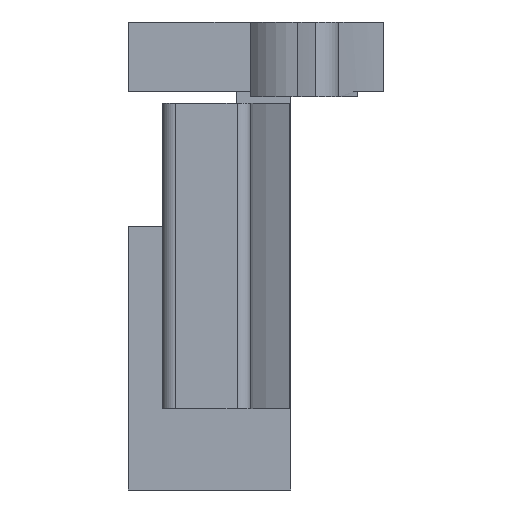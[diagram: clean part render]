
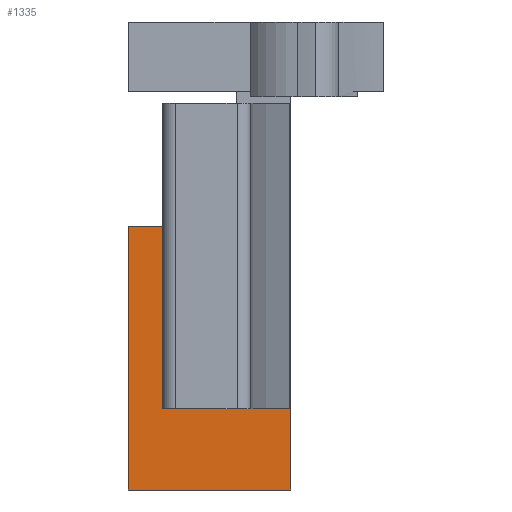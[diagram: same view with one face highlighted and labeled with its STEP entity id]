
A CAD part, left-side view. The second image highlights one B-rep face of the part: STEP entity #1335.
In plain terms, the highlighted planar face has unit normal (-1, 0, 0).
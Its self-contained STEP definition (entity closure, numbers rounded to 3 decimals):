
#19 = CARTESIAN_POINT ( 'NONE',  ( -22.5, 9.5, 6. ) ) ;
#58 = LINE ( 'NONE', #19, #1455 ) ;
#75 = LINE ( 'NONE', #2977, #441 ) ;
#152 = ORIENTED_EDGE ( 'NONE', *, *, #2626, .F. ) ;
#239 = DIRECTION ( 'NONE',  ( 0., 0., -1. ) ) ;
#241 = ORIENTED_EDGE ( 'NONE', *, *, #1389, .T. ) ;
#341 = EDGE_CURVE ( 'NONE', #1067, #2843, #2956, .T. ) ;
#395 = VERTEX_POINT ( 'NONE', #3085 ) ;
#441 = VECTOR ( 'NONE', #2359, 1000. ) ;
#472 = VERTEX_POINT ( 'NONE', #520 ) ;
#520 = CARTESIAN_POINT ( 'NONE',  ( -22.5, 12., 0. ) ) ;
#719 = VECTOR ( 'NONE', #1716, 1000. ) ;
#745 = VECTOR ( 'NONE', #3242, 1000. ) ;
#757 = VERTEX_POINT ( 'NONE', #1554 ) ;
#832 = EDGE_CURVE ( 'NONE', #3102, #1067, #2610, .T. ) ;
#838 = PLANE ( 'NONE',  #1231 ) ;
#918 = CARTESIAN_POINT ( 'NONE',  ( -22.5, 12., 0. ) ) ;
#1009 = EDGE_LOOP ( 'NONE', ( #3454, #3694, #241, #1650, #2235, #2581, #3135, #152 ) ) ;
#1067 = VERTEX_POINT ( 'NONE', #1607 ) ;
#1119 = CARTESIAN_POINT ( 'NONE',  ( -22.5, 3., 6. ) ) ;
#1231 = AXIS2_PLACEMENT_3D ( 'NONE', #1998, #3156, #1708 ) ;
#1335 = ADVANCED_FACE ( 'NONE', ( #3440 ), #838, .F. ) ;
#1389 = EDGE_CURVE ( 'NONE', #2887, #472, #75, .T. ) ;
#1455 = VECTOR ( 'NONE', #3263, 1000. ) ;
#1504 = CARTESIAN_POINT ( 'NONE',  ( -22.5, 0., 34.55 ) ) ;
#1554 = CARTESIAN_POINT ( 'NONE',  ( -22.5, 9.5, 19.45 ) ) ;
#1607 = CARTESIAN_POINT ( 'NONE',  ( -22.5, 0., 19.45 ) ) ;
#1650 = ORIENTED_EDGE ( 'NONE', *, *, #3079, .T. ) ;
#1685 = CARTESIAN_POINT ( 'NONE',  ( -22.5, 0., 0. ) ) ;
#1708 = DIRECTION ( 'NONE',  ( 0., 0., -1. ) ) ;
#1716 = DIRECTION ( 'NONE',  ( 0., 0., -1. ) ) ;
#1725 = LINE ( 'NONE', #2842, #2616 ) ;
#1768 = DIRECTION ( 'NONE',  ( 0., -1., 0. ) ) ;
#1848 = LINE ( 'NONE', #3005, #3026 ) ;
#1998 = CARTESIAN_POINT ( 'NONE',  ( -22.5, 12., 34.55 ) ) ;
#2007 = CARTESIAN_POINT ( 'NONE',  ( -22.5, 9.5, 28.55 ) ) ;
#2104 = EDGE_CURVE ( 'NONE', #757, #395, #2577, .T. ) ;
#2235 = ORIENTED_EDGE ( 'NONE', *, *, #341, .F. ) ;
#2249 = EDGE_CURVE ( 'NONE', #2887, #757, #1848, .T. ) ;
#2359 = DIRECTION ( 'NONE',  ( 0., 0., -1. ) ) ;
#2377 = LINE ( 'NONE', #918, #745 ) ;
#2430 = CARTESIAN_POINT ( 'NONE',  ( -22.5, 3., 19.45 ) ) ;
#2554 = CARTESIAN_POINT ( 'NONE',  ( -22.5, 29., 19.45 ) ) ;
#2577 = LINE ( 'NONE', #2007, #719 ) ;
#2581 = ORIENTED_EDGE ( 'NONE', *, *, #832, .F. ) ;
#2610 = LINE ( 'NONE', #2554, #3710 ) ;
#2616 = VECTOR ( 'NONE', #239, 1000. ) ;
#2626 = EDGE_CURVE ( 'NONE', #395, #3680, #58, .T. ) ;
#2675 = DIRECTION ( 'NONE',  ( 0., 0., -1. ) ) ;
#2842 = CARTESIAN_POINT ( 'NONE',  ( -22.5, 3., 28.55 ) ) ;
#2843 = VERTEX_POINT ( 'NONE', #1685 ) ;
#2854 = EDGE_CURVE ( 'NONE', #3102, #3680, #1725, .T. ) ;
#2887 = VERTEX_POINT ( 'NONE', #3435 ) ;
#2956 = LINE ( 'NONE', #1504, #2994 ) ;
#2977 = CARTESIAN_POINT ( 'NONE',  ( -22.5, 12., 34.55 ) ) ;
#2994 = VECTOR ( 'NONE', #2675, 1000. ) ;
#3005 = CARTESIAN_POINT ( 'NONE',  ( -22.5, 29., 19.45 ) ) ;
#3026 = VECTOR ( 'NONE', #1768, 1000. ) ;
#3079 = EDGE_CURVE ( 'NONE', #472, #2843, #2377, .T. ) ;
#3085 = CARTESIAN_POINT ( 'NONE',  ( -22.5, 9.5, 6. ) ) ;
#3102 = VERTEX_POINT ( 'NONE', #2430 ) ;
#3135 = ORIENTED_EDGE ( 'NONE', *, *, #2854, .T. ) ;
#3156 = DIRECTION ( 'NONE',  ( 1., 0., 0. ) ) ;
#3242 = DIRECTION ( 'NONE',  ( 0., -1., 0. ) ) ;
#3263 = DIRECTION ( 'NONE',  ( 0., -1., 0. ) ) ;
#3435 = CARTESIAN_POINT ( 'NONE',  ( -22.5, 12., 19.45 ) ) ;
#3440 = FACE_OUTER_BOUND ( 'NONE', #1009, .T. ) ;
#3447 = DIRECTION ( 'NONE',  ( 0., -1., 0. ) ) ;
#3454 = ORIENTED_EDGE ( 'NONE', *, *, #2104, .F. ) ;
#3680 = VERTEX_POINT ( 'NONE', #1119 ) ;
#3694 = ORIENTED_EDGE ( 'NONE', *, *, #2249, .F. ) ;
#3710 = VECTOR ( 'NONE', #3447, 1000. ) ;
